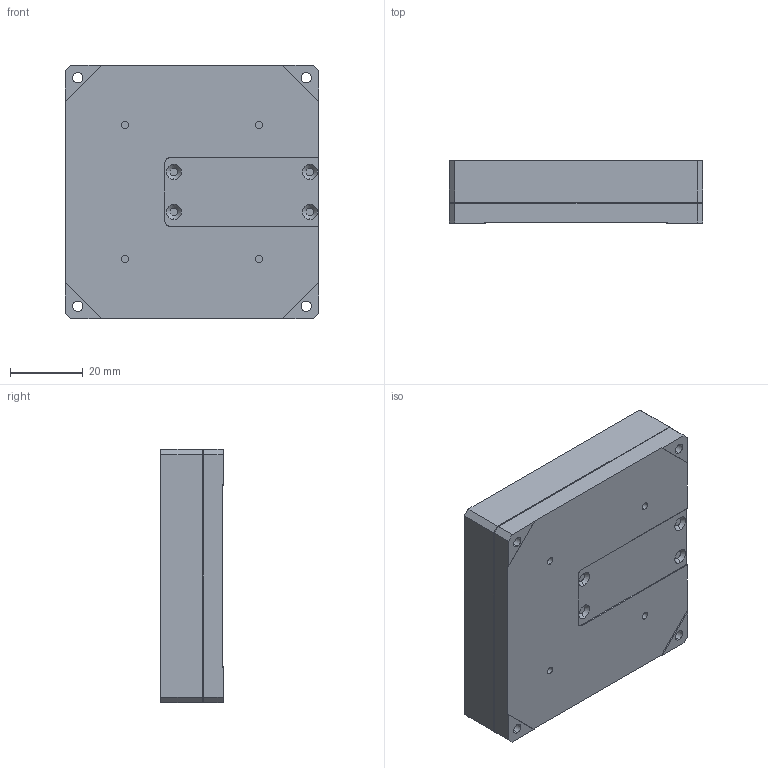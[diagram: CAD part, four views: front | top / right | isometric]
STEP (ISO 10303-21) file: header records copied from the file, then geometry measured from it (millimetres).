
FILE_DESCRIPTION (( 'STEP AP214' ), '1' );
FILE_NAME ('S500.x.C_enduser.STEP', '2025-06-19T02:18:32', ( '' ), ( '' ), 'SwSTEP 2.0', 'SolidWorks 2020', '' );
FILE_SCHEMA (( 'AUTOMOTIVE_DESIGN' ));
Length unit declared in the file: millimetre
Products named in the file (1): S500.x.C_enduser
Bounding box: 70 x 17.25 x 70 mm (x, y, z)
Volume: 80112.6 mm3; surface area: 34268.7 mm2
Topology: 8 solids, 8 shells, 270 faces, 664 edges, 412 vertices
Faces by surface type: plane 140, cylinder 82, cone 48
Entity records: 10891 total; most frequent: DIRECTION 1376, CARTESIAN_POINT 1341, ORIENTED_EDGE 1280, EDGE_CURVE 640, AXIS2_PLACEMENT_3D 471, LINE 434, VECTOR 434, VERTEX_POINT 412
